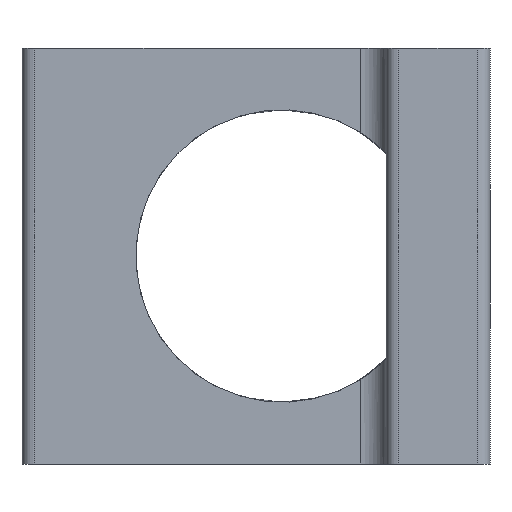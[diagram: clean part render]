
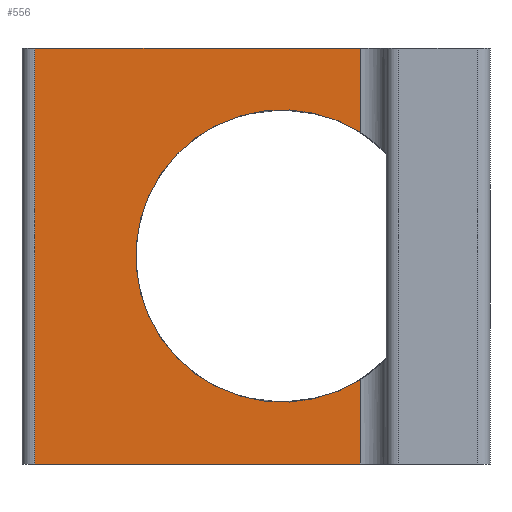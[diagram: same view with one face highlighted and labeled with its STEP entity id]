
A CAD part, front view. The second image highlights one B-rep face of the part: STEP entity #556.
In plain terms, the highlighted planar face has unit normal (0, -1, 0).
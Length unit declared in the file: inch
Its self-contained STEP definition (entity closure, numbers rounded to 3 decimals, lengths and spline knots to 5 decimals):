
#246=CARTESIAN_POINT('',(-0.5315,0.0,0.495));
#247=VERTEX_POINT('',#246);
#255=CARTESIAN_POINT('',(0.2505,0.0,0.495));
#256=VERTEX_POINT('',#255);
#257=CARTESIAN_POINT('',(0.2505,0.0,0.495));
#258=DIRECTION('',(-1.0,0.0,0.0));
#259=VECTOR('',#258,0.782);
#260=LINE('',#257,#259);
#261=EDGE_CURVE('',#256,#247,#260,.T.);
#413=CARTESIAN_POINT('',(-0.5315,0.0,-0.505));
#414=VERTEX_POINT('',#413);
#422=CARTESIAN_POINT('',(-0.5315,0.0,-0.505));
#423=DIRECTION('',(0.0,0.0,1.0));
#424=VECTOR('',#423,1.0);
#425=LINE('',#422,#424);
#426=EDGE_CURVE('',#414,#247,#425,.T.);
#463=CARTESIAN_POINT('',(0.2505,0.0,0.292));
#464=VERTEX_POINT('',#463);
#482=CARTESIAN_POINT('',(0.2505,0.0,0.495));
#483=DIRECTION('',(0.0,0.0,-1.0));
#484=VECTOR('',#483,0.203);
#485=LINE('',#482,#484);
#486=EDGE_CURVE('',#256,#464,#485,.T.);
#496=CARTESIAN_POINT('',(0.2505,0.0,-0.302));
#497=VERTEX_POINT('',#496);
#513=CARTESIAN_POINT('',(0.2505,0.0,-0.505));
#514=VERTEX_POINT('',#513);
#515=CARTESIAN_POINT('',(0.2505,0.0,-0.302));
#516=DIRECTION('',(0.0,0.0,-1.0));
#517=VECTOR('',#516,0.203);
#518=LINE('',#515,#517);
#519=EDGE_CURVE('',#497,#514,#518,.T.);
#532=CARTESIAN_POINT('',(-0.5625,0.0,0.495));
#533=DIRECTION('',(0.0,-1.0,0.0));
#534=DIRECTION('',(0.0,0.0,-1.0));
#535=AXIS2_PLACEMENT_3D('',#532,#533,#534);
#536=PLANE('',#535);
#537=ORIENTED_EDGE('',*,*,#426,.F.);
#538=CARTESIAN_POINT('',(-0.5315,0.0,-0.505));
#539=DIRECTION('',(1.0,0.0,0.0));
#540=VECTOR('',#539,0.782);
#541=LINE('',#538,#540);
#542=EDGE_CURVE('',#414,#514,#541,.T.);
#543=ORIENTED_EDGE('',*,*,#542,.T.);
#544=ORIENTED_EDGE('',*,*,#519,.F.);
#545=CARTESIAN_POINT('',(0.0625,0.0,-0.005));
#546=DIRECTION('',(0.0,1.0,0.0));
#547=DIRECTION('',(1.0,0.0,0.0));
#548=AXIS2_PLACEMENT_3D('',#545,#546,#547);
#549=CIRCLE('',#548,0.3515);
#550=EDGE_CURVE('',#497,#464,#549,.T.);
#551=ORIENTED_EDGE('',*,*,#550,.T.);
#552=ORIENTED_EDGE('',*,*,#486,.F.);
#553=ORIENTED_EDGE('',*,*,#261,.T.);
#554=EDGE_LOOP('',(#537,#543,#544,#551,#552,#553));
#555=FACE_OUTER_BOUND('',#554,.T.);
#556=ADVANCED_FACE('',(#555),#536,.T.);
